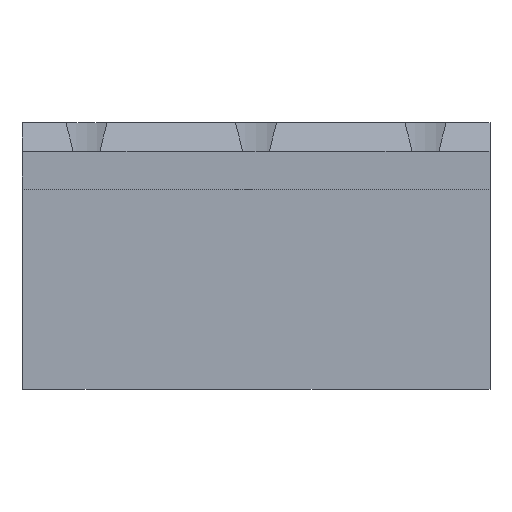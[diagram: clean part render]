
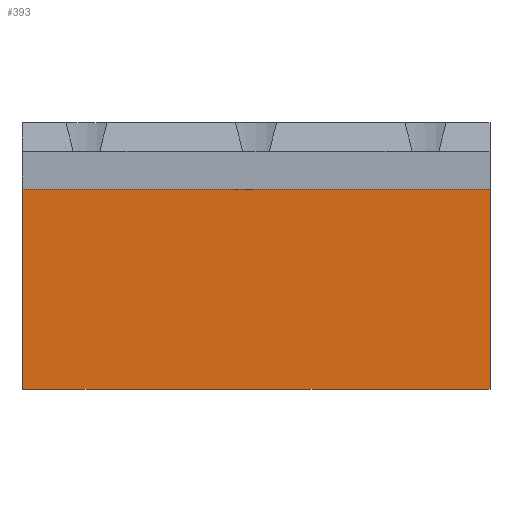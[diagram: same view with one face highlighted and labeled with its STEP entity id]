
A CAD part, front view. The second image highlights one B-rep face of the part: STEP entity #393.
In plain terms, the highlighted planar face has unit normal (0, -1, 0).
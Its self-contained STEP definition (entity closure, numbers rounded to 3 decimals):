
#393 = ADVANCED_FACE( '', ( #796 ), #797, .T. );
#796 = FACE_OUTER_BOUND( '', #1221, .T. );
#797 = PLANE( '', #1222 );
#1221 = EDGE_LOOP( '', ( #2188, #2189, #2190, #2191 ) );
#1222 = AXIS2_PLACEMENT_3D( '', #2192, #2193, #2194 );
#2188 = ORIENTED_EDGE( '', *, *, #2741, .F. );
#2189 = ORIENTED_EDGE( '', *, *, #2802, .F. );
#2190 = ORIENTED_EDGE( '', *, *, #2927, .T. );
#2191 = ORIENTED_EDGE( '', *, *, #3035, .T. );
#2192 = CARTESIAN_POINT( '', ( 10.52, -4.05, -6. ) );
#2193 = DIRECTION( '', ( 0., -1., 0. ) );
#2194 = DIRECTION( '', ( 0., 0., -1. ) );
#2741 = EDGE_CURVE( '', #3330, #3332, #3333, .T. );
#2802 = EDGE_CURVE( '', #3434, #3330, #3436, .T. );
#2927 = EDGE_CURVE( '', #3434, #3623, #3625, .T. );
#3035 = EDGE_CURVE( '', #3623, #3332, #3769, .T. );
#3330 = VERTEX_POINT( '', #4155 );
#3332 = VERTEX_POINT( '', #4158 );
#3333 = LINE( '', #4159, #4160 );
#3434 = VERTEX_POINT( '', #4314 );
#3436 = LINE( '', #4317, #4318 );
#3623 = VERTEX_POINT( '', #4592 );
#3625 = LINE( '', #4595, #4596 );
#3769 = LINE( '', #4809, #4810 );
#4155 = CARTESIAN_POINT( '', ( -10.52, -4.05, -6. ) );
#4158 = CARTESIAN_POINT( '', ( -10.52, -4.05, 3. ) );
#4159 = CARTESIAN_POINT( '', ( -10.52, -4.05, -6. ) );
#4160 = VECTOR( '', #5049, 1000. );
#4314 = CARTESIAN_POINT( '', ( 10.52, -4.05, -6. ) );
#4317 = CARTESIAN_POINT( '', ( 10.52, -4.05, -6. ) );
#4318 = VECTOR( '', #5104, 1000. );
#4592 = CARTESIAN_POINT( '', ( 10.52, -4.05, 3. ) );
#4595 = CARTESIAN_POINT( '', ( 10.52, -4.05, -6. ) );
#4596 = VECTOR( '', #5217, 1000. );
#4809 = CARTESIAN_POINT( '', ( 10.52, -4.05, 3. ) );
#4810 = VECTOR( '', #5302, 1000. );
#5049 = DIRECTION( '', ( 0., 0., 1. ) );
#5104 = DIRECTION( '', ( -1., 0., 0. ) );
#5217 = DIRECTION( '', ( 0., 0., 1. ) );
#5302 = DIRECTION( '', ( -1., 0., 0. ) );
